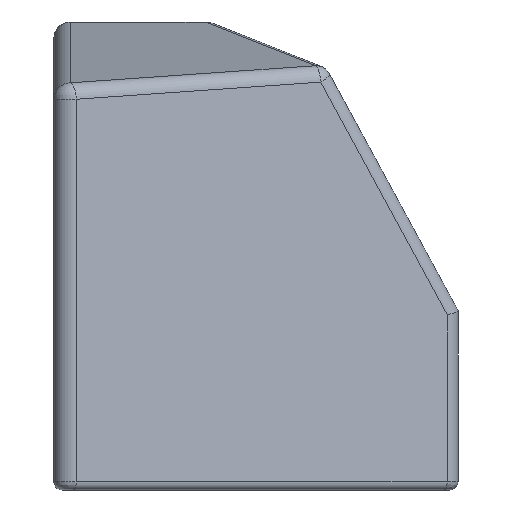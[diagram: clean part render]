
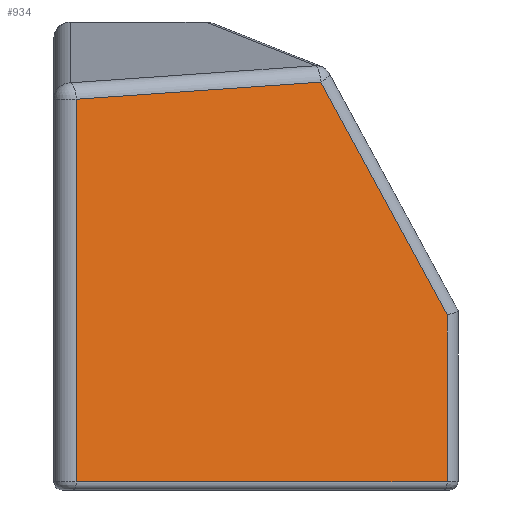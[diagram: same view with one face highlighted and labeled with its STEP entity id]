
A CAD part, left-side view. The second image highlights one B-rep face of the part: STEP entity #934.
In plain terms, the highlighted planar face has unit normal (-0.94, -0.342, 0).
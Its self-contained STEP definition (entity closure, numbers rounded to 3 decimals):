
#41=PLANE('',#1028);
#85=FACE_OUTER_BOUND('',#142,.T.);
#142=EDGE_LOOP('',(#700,#701,#702,#703,#704));
#214=LINE('',#1538,#296);
#216=LINE('',#1563,#298);
#218=LINE('',#1569,#300);
#219=LINE('',#1571,#301);
#220=LINE('',#1572,#302);
#296=VECTOR('',#1197,10.);
#298=VECTOR('',#1209,10.);
#300=VECTOR('',#1215,10.);
#301=VECTOR('',#1216,10.);
#302=VECTOR('',#1217,10.);
#431=VERTEX_POINT('',#1532);
#432=VERTEX_POINT('',#1536);
#435=VERTEX_POINT('',#1562);
#437=VERTEX_POINT('',#1568);
#438=VERTEX_POINT('',#1570);
#529=EDGE_CURVE('',#431,#432,#214,.T.);
#534=EDGE_CURVE('',#432,#435,#216,.T.);
#537=EDGE_CURVE('',#437,#431,#218,.T.);
#538=EDGE_CURVE('',#438,#437,#219,.T.);
#539=EDGE_CURVE('',#435,#438,#220,.T.);
#700=ORIENTED_EDGE('',*,*,#529,.F.);
#701=ORIENTED_EDGE('',*,*,#537,.F.);
#702=ORIENTED_EDGE('',*,*,#538,.F.);
#703=ORIENTED_EDGE('',*,*,#539,.F.);
#704=ORIENTED_EDGE('',*,*,#534,.F.);
#934=ADVANCED_FACE('',(#85),#41,.T.);
#1028=AXIS2_PLACEMENT_3D('',#1567,#1213,#1214);
#1197=DIRECTION('',(-0.342,0.94,0.));
#1209=DIRECTION('',(0.,0.,1.));
#1213=DIRECTION('center_axis',(-0.94,-0.342,0.));
#1214=DIRECTION('ref_axis',(0.342,-0.94,0.));
#1215=DIRECTION('',(0.,0.,-1.));
#1216=DIRECTION('',(0.171,-0.47,-0.866));
#1217=DIRECTION('',(0.341,-0.938,0.066));
#1532=CARTESIAN_POINT('',(-35.583,-55.077,-44.5));
#1536=CARTESIAN_POINT('',(-43.658,-32.892,-44.5));
#1538=CARTESIAN_POINT('',(-45.613,-27.52,-44.5));
#1562=CARTESIAN_POINT('',(-43.658,-32.892,-21.62));
#1563=CARTESIAN_POINT('',(-43.658,-32.892,-32.286));
#1567=CARTESIAN_POINT('Origin',(-44.,-31.951,-45.));
#1568=CARTESIAN_POINT('',(-35.583,-55.077,-34.526));
#1569=CARTESIAN_POINT('',(-35.583,-55.077,-39.629));
#1570=CARTESIAN_POINT('',(-38.333,-47.521,-20.598));
#1571=CARTESIAN_POINT('',(-37.568,-49.624,-24.473));
#1572=CARTESIAN_POINT('',(-44.324,-31.06,-21.748));
